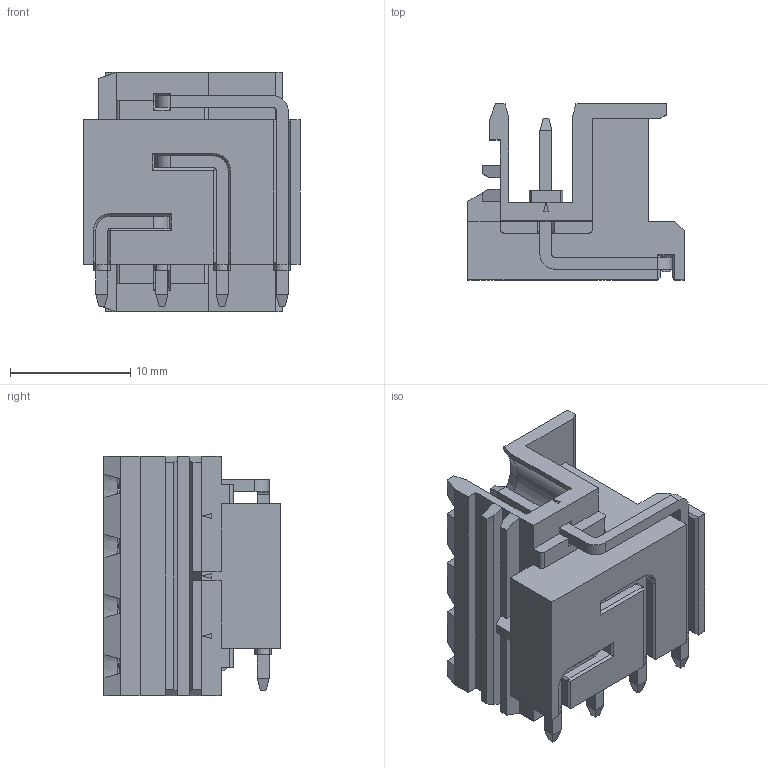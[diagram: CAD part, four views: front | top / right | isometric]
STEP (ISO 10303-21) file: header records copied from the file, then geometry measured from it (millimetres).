
FILE_DESCRIPTION((''),'2;1');
FILE_NAME('PHOENIX_1861073.stp','2009-07-16T16:08:40',(''),(''),'Mechanical Desktop 2009','Mechanical Desktop 2009',', , ');
FILE_SCHEMA(('AUTOMOTIVE_DESIGN { 1 2 10303 214 1 1 1 1 }'));
Length unit declared in the file: millimetre
Products named in the file (1): Product
Bounding box: 18 x 14.65 x 19.95 mm (x, y, z)
Volume: 2378.2 mm3; surface area: 2658.6 mm2
Topology: 6 solids, 6 shells, 420 faces, 1056 edges, 671 vertices
Faces by surface type: plane 260, bspline 87, cylinder 65, cone 8
Entity records: 12919 total; most frequent: CARTESIAN_POINT 2963, ORIENTED_EDGE 2108, DIRECTION 1897, EDGE_CURVE 1054, VECTOR 859, LINE 859, VERTEX_POINT 671, AXIS2_PLACEMENT_3D 519
